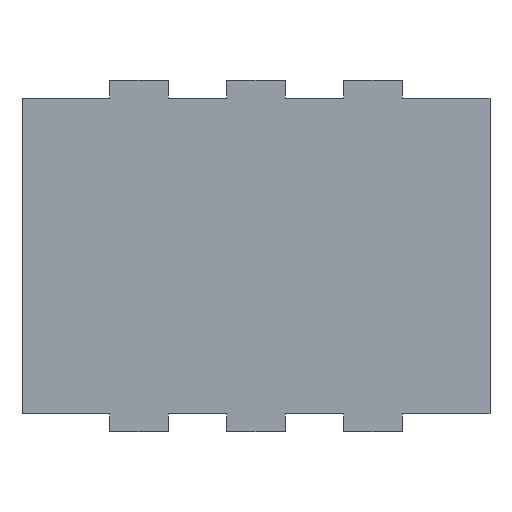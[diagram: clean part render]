
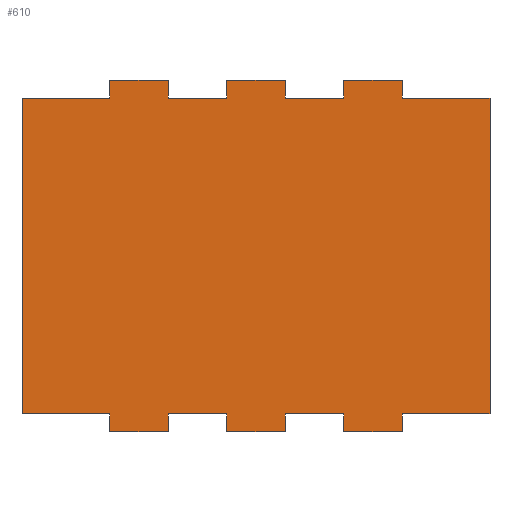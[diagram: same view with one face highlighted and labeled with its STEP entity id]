
A CAD part, front view. The second image highlights one B-rep face of the part: STEP entity #610.
In plain terms, the highlighted planar face has unit normal (0, -1, 0).
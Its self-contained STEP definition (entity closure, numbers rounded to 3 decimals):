
#44=FACE_OUTER_BOUND('',#74,.T.);
#74=EDGE_LOOP('',(#523,#524,#525,#526,#527,#528,#529,#530,#531,#532,#533,
#534,#535,#536,#537,#538,#539,#540,#541,#542,#543,#544,#545,#546,#547,#548,
#549,#550));
#75=LINE('',#805,#159);
#79=LINE('',#813,#163);
#82=LINE('',#819,#166);
#85=LINE('',#825,#169);
#88=LINE('',#831,#172);
#91=LINE('',#837,#175);
#94=LINE('',#843,#178);
#97=LINE('',#849,#181);
#100=LINE('',#855,#184);
#103=LINE('',#861,#187);
#106=LINE('',#867,#190);
#109=LINE('',#873,#193);
#112=LINE('',#879,#196);
#115=LINE('',#885,#199);
#118=LINE('',#891,#202);
#121=LINE('',#897,#205);
#124=LINE('',#903,#208);
#127=LINE('',#909,#211);
#130=LINE('',#915,#214);
#133=LINE('',#921,#217);
#136=LINE('',#927,#220);
#139=LINE('',#933,#223);
#142=LINE('',#939,#226);
#145=LINE('',#945,#229);
#148=LINE('',#951,#232);
#151=LINE('',#957,#235);
#154=LINE('',#963,#238);
#157=LINE('',#968,#241);
#159=VECTOR('',#659,10.);
#163=VECTOR('',#665,10.);
#166=VECTOR('',#670,10.);
#169=VECTOR('',#675,10.);
#172=VECTOR('',#680,10.);
#175=VECTOR('',#685,10.);
#178=VECTOR('',#690,10.);
#181=VECTOR('',#695,10.);
#184=VECTOR('',#700,10.);
#187=VECTOR('',#705,10.);
#190=VECTOR('',#710,10.);
#193=VECTOR('',#715,10.);
#196=VECTOR('',#720,10.);
#199=VECTOR('',#725,10.);
#202=VECTOR('',#730,10.);
#205=VECTOR('',#735,10.);
#208=VECTOR('',#740,10.);
#211=VECTOR('',#745,10.);
#214=VECTOR('',#750,10.);
#217=VECTOR('',#755,10.);
#220=VECTOR('',#760,10.);
#223=VECTOR('',#765,10.);
#226=VECTOR('',#770,10.);
#229=VECTOR('',#775,10.);
#232=VECTOR('',#780,10.);
#235=VECTOR('',#785,10.);
#238=VECTOR('',#790,10.);
#241=VECTOR('',#795,10.);
#243=VERTEX_POINT('',#803);
#244=VERTEX_POINT('',#804);
#247=VERTEX_POINT('',#812);
#249=VERTEX_POINT('',#818);
#251=VERTEX_POINT('',#824);
#253=VERTEX_POINT('',#830);
#255=VERTEX_POINT('',#836);
#257=VERTEX_POINT('',#842);
#259=VERTEX_POINT('',#848);
#261=VERTEX_POINT('',#854);
#263=VERTEX_POINT('',#860);
#265=VERTEX_POINT('',#866);
#267=VERTEX_POINT('',#872);
#269=VERTEX_POINT('',#878);
#271=VERTEX_POINT('',#884);
#273=VERTEX_POINT('',#890);
#275=VERTEX_POINT('',#896);
#277=VERTEX_POINT('',#902);
#279=VERTEX_POINT('',#908);
#281=VERTEX_POINT('',#914);
#283=VERTEX_POINT('',#920);
#285=VERTEX_POINT('',#926);
#287=VERTEX_POINT('',#932);
#289=VERTEX_POINT('',#938);
#291=VERTEX_POINT('',#944);
#293=VERTEX_POINT('',#950);
#295=VERTEX_POINT('',#956);
#297=VERTEX_POINT('',#962);
#299=EDGE_CURVE('',#243,#244,#75,.T.);
#303=EDGE_CURVE('',#244,#247,#79,.T.);
#306=EDGE_CURVE('',#247,#249,#82,.T.);
#309=EDGE_CURVE('',#251,#249,#85,.T.);
#312=EDGE_CURVE('',#251,#253,#88,.T.);
#315=EDGE_CURVE('',#253,#255,#91,.T.);
#318=EDGE_CURVE('',#255,#257,#94,.T.);
#321=EDGE_CURVE('',#259,#257,#97,.T.);
#324=EDGE_CURVE('',#259,#261,#100,.T.);
#327=EDGE_CURVE('',#263,#261,#103,.T.);
#330=EDGE_CURVE('',#265,#263,#106,.T.);
#333=EDGE_CURVE('',#267,#265,#109,.T.);
#336=EDGE_CURVE('',#269,#267,#112,.T.);
#339=EDGE_CURVE('',#271,#269,#115,.T.);
#342=EDGE_CURVE('',#273,#271,#118,.T.);
#345=EDGE_CURVE('',#275,#273,#121,.T.);
#348=EDGE_CURVE('',#277,#275,#124,.T.);
#351=EDGE_CURVE('',#279,#277,#127,.T.);
#354=EDGE_CURVE('',#281,#279,#130,.T.);
#357=EDGE_CURVE('',#283,#281,#133,.T.);
#360=EDGE_CURVE('',#285,#283,#136,.T.);
#363=EDGE_CURVE('',#287,#285,#139,.T.);
#366=EDGE_CURVE('',#287,#289,#142,.T.);
#369=EDGE_CURVE('',#291,#289,#145,.T.);
#372=EDGE_CURVE('',#291,#293,#148,.T.);
#375=EDGE_CURVE('',#293,#295,#151,.T.);
#378=EDGE_CURVE('',#295,#297,#154,.T.);
#381=EDGE_CURVE('',#243,#297,#157,.T.);
#523=ORIENTED_EDGE('',*,*,#381,.F.);
#524=ORIENTED_EDGE('',*,*,#299,.T.);
#525=ORIENTED_EDGE('',*,*,#303,.T.);
#526=ORIENTED_EDGE('',*,*,#306,.T.);
#527=ORIENTED_EDGE('',*,*,#309,.F.);
#528=ORIENTED_EDGE('',*,*,#312,.T.);
#529=ORIENTED_EDGE('',*,*,#315,.T.);
#530=ORIENTED_EDGE('',*,*,#318,.T.);
#531=ORIENTED_EDGE('',*,*,#321,.F.);
#532=ORIENTED_EDGE('',*,*,#324,.T.);
#533=ORIENTED_EDGE('',*,*,#327,.F.);
#534=ORIENTED_EDGE('',*,*,#330,.F.);
#535=ORIENTED_EDGE('',*,*,#333,.F.);
#536=ORIENTED_EDGE('',*,*,#336,.F.);
#537=ORIENTED_EDGE('',*,*,#339,.F.);
#538=ORIENTED_EDGE('',*,*,#342,.F.);
#539=ORIENTED_EDGE('',*,*,#345,.F.);
#540=ORIENTED_EDGE('',*,*,#348,.F.);
#541=ORIENTED_EDGE('',*,*,#351,.F.);
#542=ORIENTED_EDGE('',*,*,#354,.F.);
#543=ORIENTED_EDGE('',*,*,#357,.F.);
#544=ORIENTED_EDGE('',*,*,#360,.F.);
#545=ORIENTED_EDGE('',*,*,#363,.F.);
#546=ORIENTED_EDGE('',*,*,#366,.T.);
#547=ORIENTED_EDGE('',*,*,#369,.F.);
#548=ORIENTED_EDGE('',*,*,#372,.T.);
#549=ORIENTED_EDGE('',*,*,#375,.T.);
#550=ORIENTED_EDGE('',*,*,#378,.T.);
#580=PLANE('',#654);
#610=ADVANCED_FACE('',(#44),#580,.F.);
#654=AXIS2_PLACEMENT_3D('',#971,#799,#800);
#659=DIRECTION('',(0.,0.,1.));
#665=DIRECTION('',(-1.,0.,0.));
#670=DIRECTION('',(0.,0.,-1.));
#675=DIRECTION('',(1.,0.,0.));
#680=DIRECTION('',(0.,0.,1.));
#685=DIRECTION('',(-1.,0.,0.));
#690=DIRECTION('',(0.,0.,-1.));
#695=DIRECTION('',(1.,0.,0.));
#700=DIRECTION('',(0.,0.,-1.));
#705=DIRECTION('',(-1.,0.,0.));
#710=DIRECTION('',(0.,0.,1.));
#715=DIRECTION('',(-1.,0.,0.));
#720=DIRECTION('',(0.,0.,-1.));
#725=DIRECTION('',(-1.,0.,0.));
#730=DIRECTION('',(0.,0.,1.));
#735=DIRECTION('',(-1.,0.,0.));
#740=DIRECTION('',(0.,0.,-1.));
#745=DIRECTION('',(-1.,0.,0.));
#750=DIRECTION('',(0.,0.,1.));
#755=DIRECTION('',(-1.,0.,0.));
#760=DIRECTION('',(0.,0.,-1.));
#765=DIRECTION('',(-1.,0.,0.));
#770=DIRECTION('',(0.,0.,1.));
#775=DIRECTION('',(1.,0.,0.));
#780=DIRECTION('',(0.,0.,1.));
#785=DIRECTION('',(-1.,0.,0.));
#790=DIRECTION('',(0.,0.,-1.));
#795=DIRECTION('',(1.,0.,0.));
#799=DIRECTION('center_axis',(0.,1.,0.));
#800=DIRECTION('ref_axis',(1.,0.,0.));
#803=CARTESIAN_POINT('',(70.133,0.285,57.055));
#804=CARTESIAN_POINT('',(70.133,0.285,60.055));
#805=CARTESIAN_POINT('',(70.133,0.285,57.055));
#812=CARTESIAN_POINT('',(60.133,0.285,60.055));
#813=CARTESIAN_POINT('',(70.133,0.285,60.055));
#818=CARTESIAN_POINT('',(60.133,0.285,57.055));
#819=CARTESIAN_POINT('',(60.133,0.285,60.055));
#824=CARTESIAN_POINT('',(50.133,0.285,57.055));
#825=CARTESIAN_POINT('',(-11.867,0.285,57.055));
#830=CARTESIAN_POINT('',(50.133,0.285,60.055));
#831=CARTESIAN_POINT('',(50.133,0.285,57.055));
#836=CARTESIAN_POINT('',(40.133,0.285,60.055));
#837=CARTESIAN_POINT('',(50.133,0.285,60.055));
#842=CARTESIAN_POINT('',(40.133,0.285,57.055));
#843=CARTESIAN_POINT('',(40.133,0.285,60.055));
#848=CARTESIAN_POINT('',(25.133,0.285,57.055));
#849=CARTESIAN_POINT('',(-11.867,0.285,57.055));
#854=CARTESIAN_POINT('',(25.133,0.285,3.055));
#855=CARTESIAN_POINT('',(25.133,0.285,57.055));
#860=CARTESIAN_POINT('',(40.133,0.285,3.055));
#861=CARTESIAN_POINT('',(105.133,0.285,3.055));
#866=CARTESIAN_POINT('',(40.133,0.285,0.055));
#867=CARTESIAN_POINT('',(40.133,0.285,0.055));
#872=CARTESIAN_POINT('',(50.133,0.285,0.055));
#873=CARTESIAN_POINT('',(50.133,0.285,0.055));
#878=CARTESIAN_POINT('',(50.133,0.285,3.055));
#879=CARTESIAN_POINT('',(50.133,0.285,3.055));
#884=CARTESIAN_POINT('',(60.133,0.285,3.055));
#885=CARTESIAN_POINT('',(105.133,0.285,3.055));
#890=CARTESIAN_POINT('',(60.133,0.285,0.055));
#891=CARTESIAN_POINT('',(60.133,0.285,0.055));
#896=CARTESIAN_POINT('',(70.133,0.285,0.055));
#897=CARTESIAN_POINT('',(70.133,0.285,0.055));
#902=CARTESIAN_POINT('',(70.133,0.285,3.055));
#903=CARTESIAN_POINT('',(70.133,0.285,3.055));
#908=CARTESIAN_POINT('',(80.133,0.285,3.055));
#909=CARTESIAN_POINT('',(105.133,0.285,3.055));
#914=CARTESIAN_POINT('',(80.133,0.285,0.055));
#915=CARTESIAN_POINT('',(80.133,0.285,0.055));
#920=CARTESIAN_POINT('',(90.133,0.285,0.055));
#921=CARTESIAN_POINT('',(90.133,0.285,0.055));
#926=CARTESIAN_POINT('',(90.133,0.285,3.055));
#927=CARTESIAN_POINT('',(90.133,0.285,3.055));
#932=CARTESIAN_POINT('',(105.133,0.285,3.055));
#933=CARTESIAN_POINT('',(105.133,0.285,3.055));
#938=CARTESIAN_POINT('',(105.133,0.285,57.055));
#939=CARTESIAN_POINT('',(105.133,0.285,3.055));
#944=CARTESIAN_POINT('',(90.133,0.285,57.055));
#945=CARTESIAN_POINT('',(-11.867,0.285,57.055));
#950=CARTESIAN_POINT('',(90.133,0.285,60.055));
#951=CARTESIAN_POINT('',(90.133,0.285,57.055));
#956=CARTESIAN_POINT('',(80.133,0.285,60.055));
#957=CARTESIAN_POINT('',(90.133,0.285,60.055));
#962=CARTESIAN_POINT('',(80.133,0.285,57.055));
#963=CARTESIAN_POINT('',(80.133,0.285,60.055));
#968=CARTESIAN_POINT('',(-11.867,0.285,57.055));
#971=CARTESIAN_POINT('Origin',(65.133,0.285,30.055));
